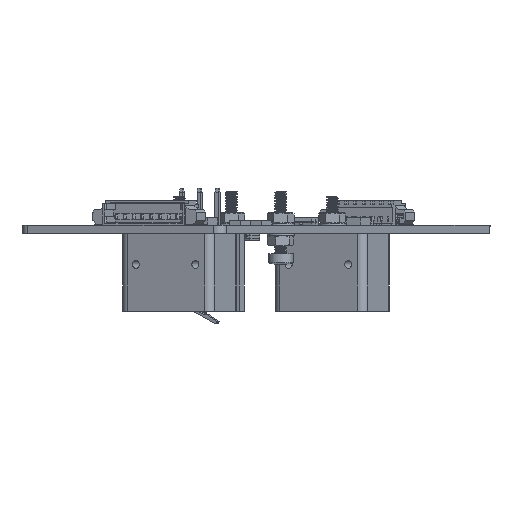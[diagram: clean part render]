
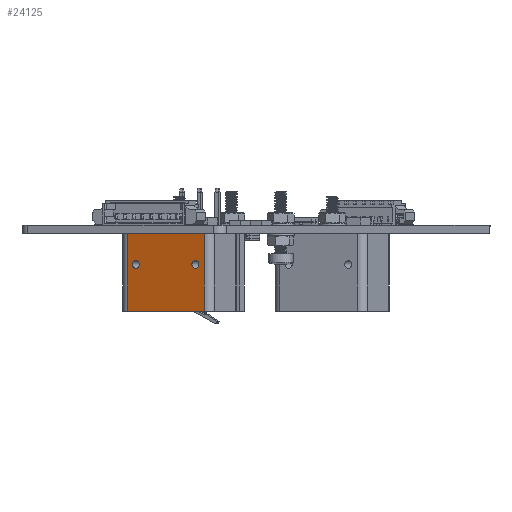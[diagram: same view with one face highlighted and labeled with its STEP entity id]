
A CAD part, left-side view. The second image highlights one B-rep face of the part: STEP entity #24125.
In plain terms, the highlighted face is planar.
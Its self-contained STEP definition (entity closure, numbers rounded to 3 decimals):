
#600=FACE_BOUND('',#2675,.T.);
#601=FACE_BOUND('',#2676,.T.);
#710=CIRCLE('',#25766,0.5);
#711=CIRCLE('',#25767,0.5);
#713=CIRCLE('',#25770,0.5);
#714=CIRCLE('',#25771,0.5);
#1326=FACE_OUTER_BOUND('',#2674,.T.);
#2674=EDGE_LOOP('',(#16435,#16436,#16437,#16438));
#2675=EDGE_LOOP('',(#16439,#16440));
#2676=EDGE_LOOP('',(#16441,#16442));
#4151=LINE('',#34417,#7181);
#4152=LINE('',#34424,#7182);
#4153=LINE('',#34427,#7183);
#4154=LINE('',#34428,#7184);
#7181=VECTOR('',#27934,10.);
#7182=VECTOR('',#27943,10.);
#7183=VECTOR('',#27946,10.);
#7184=VECTOR('',#27947,10.);
#10154=VERTEX_POINT('',#34327);
#10155=VERTEX_POINT('',#34328);
#10157=VERTEX_POINT('',#34335);
#10158=VERTEX_POINT('',#34336);
#10185=VERTEX_POINT('',#34414);
#10186=VERTEX_POINT('',#34416);
#10188=VERTEX_POINT('',#34422);
#10189=VERTEX_POINT('',#34426);
#12555=EDGE_CURVE('',#10154,#10155,#710,.T.);
#12556=EDGE_CURVE('',#10155,#10154,#711,.T.);
#12559=EDGE_CURVE('',#10157,#10158,#713,.T.);
#12560=EDGE_CURVE('',#10158,#10157,#714,.T.);
#12598=EDGE_CURVE('',#10186,#10185,#4151,.T.);
#12602=EDGE_CURVE('',#10186,#10188,#4152,.T.);
#12603=EDGE_CURVE('',#10189,#10185,#4153,.T.);
#12604=EDGE_CURVE('',#10188,#10189,#4154,.T.);
#16435=ORIENTED_EDGE('',*,*,#12602,.F.);
#16436=ORIENTED_EDGE('',*,*,#12598,.T.);
#16437=ORIENTED_EDGE('',*,*,#12603,.F.);
#16438=ORIENTED_EDGE('',*,*,#12604,.F.);
#16439=ORIENTED_EDGE('',*,*,#12555,.T.);
#16440=ORIENTED_EDGE('',*,*,#12556,.T.);
#16441=ORIENTED_EDGE('',*,*,#12559,.T.);
#16442=ORIENTED_EDGE('',*,*,#12560,.T.);
#23005=PLANE('',#25794);
#24125=ADVANCED_FACE('',(#1326,#600,#601),#23005,.T.);
#25766=AXIS2_PLACEMENT_3D('',#34329,#27853,#27854);
#25767=AXIS2_PLACEMENT_3D('',#34330,#27855,#27856);
#25770=AXIS2_PLACEMENT_3D('',#34337,#27862,#27863);
#25771=AXIS2_PLACEMENT_3D('',#34338,#27864,#27865);
#25794=AXIS2_PLACEMENT_3D('',#34425,#27944,#27945);
#27853=DIRECTION('center_axis',(0.,0.,-1.));
#27854=DIRECTION('ref_axis',(1.,0.,0.));
#27855=DIRECTION('center_axis',(0.,0.,-1.));
#27856=DIRECTION('ref_axis',(1.,0.,0.));
#27862=DIRECTION('center_axis',(0.,0.,-1.));
#27863=DIRECTION('ref_axis',(1.,0.,0.));
#27864=DIRECTION('center_axis',(0.,0.,-1.));
#27865=DIRECTION('ref_axis',(1.,0.,0.));
#27934=DIRECTION('',(1.,0.,0.));
#27943=DIRECTION('',(0.,1.,0.));
#27944=DIRECTION('center_axis',(0.,0.,1.));
#27945=DIRECTION('ref_axis',(1.,0.,0.));
#27946=DIRECTION('',(0.,-1.,0.));
#27947=DIRECTION('',(1.,0.,0.));
#34327=CARTESIAN_POINT('',(-10.25,4.,0.));
#34328=CARTESIAN_POINT('',(-11.25,4.,0.));
#34329=CARTESIAN_POINT('Origin',(-10.75,4.,0.));
#34330=CARTESIAN_POINT('Origin',(-10.75,4.,0.));
#34335=CARTESIAN_POINT('',(-1.75,4.,0.));
#34336=CARTESIAN_POINT('',(-2.75,4.,0.));
#34337=CARTESIAN_POINT('Origin',(-2.25,4.,0.));
#34338=CARTESIAN_POINT('Origin',(-2.25,4.,0.));
#34414=CARTESIAN_POINT('',(-1.,0.,0.));
#34416=CARTESIAN_POINT('',(-12.,0.,0.));
#34417=CARTESIAN_POINT('',(-13.,0.,0.));
#34422=CARTESIAN_POINT('',(-12.,10.06,0.));
#34424=CARTESIAN_POINT('',(-12.,0.,0.));
#34425=CARTESIAN_POINT('Origin',(-13.,0.,0.));
#34426=CARTESIAN_POINT('',(-1.,10.06,0.));
#34427=CARTESIAN_POINT('',(-1.,0.,0.));
#34428=CARTESIAN_POINT('',(-13.,10.06,0.));
